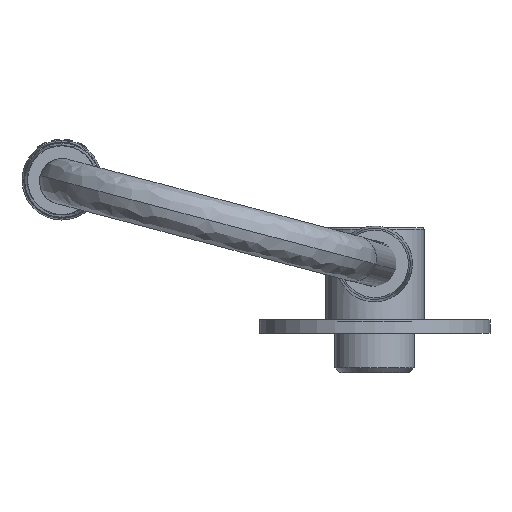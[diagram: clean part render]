
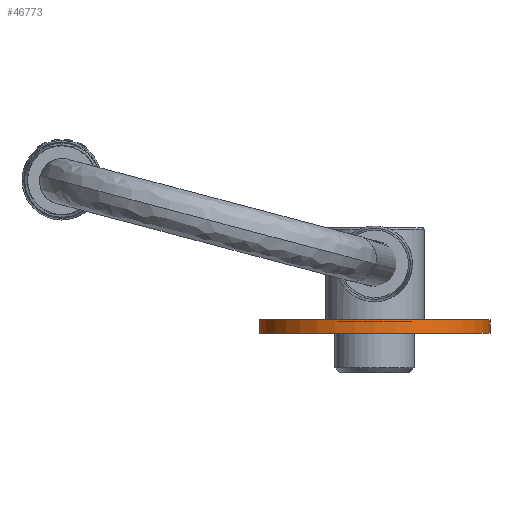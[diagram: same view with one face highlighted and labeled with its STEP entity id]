
A CAD part, front view. The second image highlights one B-rep face of the part: STEP entity #46773.
In plain terms, the highlighted cylindrical face has radius 35 mm (diameter 70 mm), a partial arc.
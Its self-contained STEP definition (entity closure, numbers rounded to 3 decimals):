
#2122 = CARTESIAN_POINT ( 'NONE',  ( 0., 0., -35. ) ) ;
#2440 = CIRCLE ( 'NONE', #38655, 35. ) ;
#2901 = DIRECTION ( 'NONE',  ( 0., 0., 1. ) ) ;
#3057 = CIRCLE ( 'NONE', #26538, 35. ) ;
#3656 = EDGE_CURVE ( 'NONE', #13793, #45580, #3057, .T. ) ;
#3732 = DIRECTION ( 'NONE',  ( 0., 0., -1. ) ) ;
#4748 = VERTEX_POINT ( 'NONE', #10473 ) ;
#6164 = CARTESIAN_POINT ( 'NONE',  ( 0., 4., 35. ) ) ;
#6334 = EDGE_LOOP ( 'NONE', ( #45927, #31027, #36528, #18410 ) ) ;
#7977 = EDGE_CURVE ( 'NONE', #30217, #4748, #2440, .T. ) ;
#8475 = CARTESIAN_POINT ( 'NONE',  ( 0., 4., -35. ) ) ;
#10473 = CARTESIAN_POINT ( 'NONE',  ( 0., 4., -35. ) ) ;
#10653 = CARTESIAN_POINT ( 'NONE',  ( 0., 4., 35. ) ) ;
#10826 = FACE_OUTER_BOUND ( 'NONE', #6334, .T. ) ;
#12995 = CARTESIAN_POINT ( 'NONE',  ( 0., 0., 35. ) ) ;
#13559 = DIRECTION ( 'NONE',  ( 0., 1., 0. ) ) ;
#13793 = VERTEX_POINT ( 'NONE', #12995 ) ;
#18410 = ORIENTED_EDGE ( 'NONE', *, *, #43453, .F. ) ;
#19831 = EDGE_CURVE ( 'NONE', #30217, #13793, #27754, .T. ) ;
#20126 = VECTOR ( 'NONE', #20617, 1000. ) ;
#20617 = DIRECTION ( 'NONE',  ( 0., -1., 0. ) ) ;
#25667 = DIRECTION ( 'NONE',  ( 0., 1., 0. ) ) ;
#26538 = AXIS2_PLACEMENT_3D ( 'NONE', #32755, #25667, #40072 ) ;
#27754 = LINE ( 'NONE', #6164, #20126 ) ;
#30217 = VERTEX_POINT ( 'NONE', #10653 ) ;
#30758 = VECTOR ( 'NONE', #44940, 1000. ) ;
#31027 = ORIENTED_EDGE ( 'NONE', *, *, #19831, .T. ) ;
#31658 = AXIS2_PLACEMENT_3D ( 'NONE', #32622, #36867, #3732 ) ;
#31795 = CARTESIAN_POINT ( 'NONE',  ( 0., 4., 0. ) ) ;
#32622 = CARTESIAN_POINT ( 'NONE',  ( 0., 4., 0. ) ) ;
#32755 = CARTESIAN_POINT ( 'NONE',  ( 0., 0., 0. ) ) ;
#36528 = ORIENTED_EDGE ( 'NONE', *, *, #3656, .T. ) ;
#36867 = DIRECTION ( 'NONE',  ( 0., -1., 0. ) ) ;
#38323 = LINE ( 'NONE', #8475, #30758 ) ;
#38655 = AXIS2_PLACEMENT_3D ( 'NONE', #31795, #13559, #2901 ) ;
#40072 = DIRECTION ( 'NONE',  ( 0., 0., 1. ) ) ;
#40171 = CYLINDRICAL_SURFACE ( 'NONE', #31658, 35. ) ;
#43453 = EDGE_CURVE ( 'NONE', #4748, #45580, #38323, .T. ) ;
#44940 = DIRECTION ( 'NONE',  ( 0., -1., 0. ) ) ;
#45580 = VERTEX_POINT ( 'NONE', #2122 ) ;
#45927 = ORIENTED_EDGE ( 'NONE', *, *, #7977, .F. ) ;
#46773 = ADVANCED_FACE ( 'NONE', ( #10826 ), #40171, .T. ) ;
